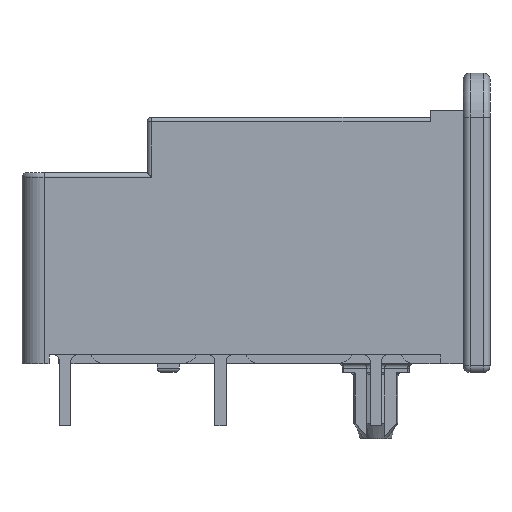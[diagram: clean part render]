
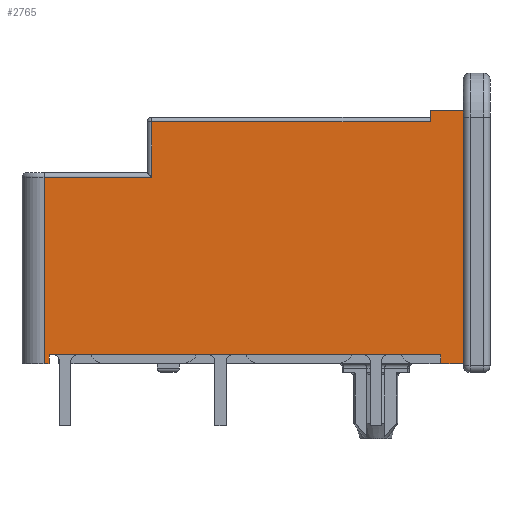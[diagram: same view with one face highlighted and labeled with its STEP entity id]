
A CAD part, left-side view. The second image highlights one B-rep face of the part: STEP entity #2765.
In plain terms, the highlighted planar face has unit normal (-1, 0, 0).
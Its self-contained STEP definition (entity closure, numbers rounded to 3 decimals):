
#839 = VERTEX_POINT('',#840);
#840 = CARTESIAN_POINT('',(-5.45,-10.95,0.45));
#846 = EDGE_CURVE('',#847,#839,#849,.T.);
#847 = VERTEX_POINT('',#848);
#848 = CARTESIAN_POINT('',(-5.45,-10.95,11.85));
#849 = LINE('',#850,#851);
#850 = CARTESIAN_POINT('',(-5.45,-10.95,11.85));
#851 = VECTOR('',#852,1.);
#852 = DIRECTION('',(0.,0.,-1.));
#943 = VERTEX_POINT('',#944);
#944 = CARTESIAN_POINT('',(-5.45,7.73,0.85));
#952 = EDGE_CURVE('',#953,#943,#955,.T.);
#953 = VERTEX_POINT('',#954);
#954 = CARTESIAN_POINT('',(-5.45,-9.93,0.85));
#955 = LINE('',#956,#957);
#956 = CARTESIAN_POINT('',(-5.45,-9.93,0.85));
#957 = VECTOR('',#958,1.);
#958 = DIRECTION('',(0.,1.,0.));
#1682 = VERTEX_POINT('',#1683);
#1683 = CARTESIAN_POINT('',(-5.45,7.73,0.45));
#1689 = EDGE_CURVE('',#943,#1682,#1690,.T.);
#1690 = LINE('',#1691,#1692);
#1691 = CARTESIAN_POINT('',(-5.45,7.73,0.85));
#1692 = VECTOR('',#1693,1.);
#1693 = DIRECTION('',(0.,0.,-1.));
#2555 = VERTEX_POINT('',#2556);
#2556 = CARTESIAN_POINT('',(-5.45,7.95,0.45));
#2563 = EDGE_CURVE('',#1682,#2555,#2564,.T.);
#2564 = LINE('',#2565,#2566);
#2565 = CARTESIAN_POINT('',(-5.45,7.73,0.45));
#2566 = VECTOR('',#2567,1.);
#2567 = DIRECTION('',(0.,1.,0.));
#2613 = EDGE_CURVE('',#2614,#2555,#2616,.T.);
#2614 = VERTEX_POINT('',#2615);
#2615 = CARTESIAN_POINT('',(-5.45,7.95,8.85));
#2616 = LINE('',#2617,#2618);
#2617 = CARTESIAN_POINT('',(-5.45,7.95,8.85));
#2618 = VECTOR('',#2619,1.);
#2619 = DIRECTION('',(0.,0.,-1.));
#2721 = VERTEX_POINT('',#2722);
#2722 = CARTESIAN_POINT('',(-5.45,3.1,8.85));
#2755 = EDGE_CURVE('',#2721,#2614,#2756,.T.);
#2756 = LINE('',#2757,#2758);
#2757 = CARTESIAN_POINT('',(-5.45,3.1,8.85));
#2758 = VECTOR('',#2759,1.);
#2759 = DIRECTION('',(0.,1.,0.));
#2765 = ADVANCED_FACE('',(#2766),#2818,.F.);
#2766 = FACE_BOUND('',#2767,.F.);
#2767 = EDGE_LOOP('',(#2768,#2769,#2770,#2778,#2786,#2794,#2800,#2801,
    #2809,#2815,#2816,#2817));
#2768 = ORIENTED_EDGE('',*,*,#2613,.F.);
#2769 = ORIENTED_EDGE('',*,*,#2755,.F.);
#2770 = ORIENTED_EDGE('',*,*,#2771,.F.);
#2771 = EDGE_CURVE('',#2772,#2721,#2774,.T.);
#2772 = VERTEX_POINT('',#2773);
#2773 = CARTESIAN_POINT('',(-5.45,3.1,11.35));
#2774 = LINE('',#2775,#2776);
#2775 = CARTESIAN_POINT('',(-5.45,3.1,11.35));
#2776 = VECTOR('',#2777,1.);
#2777 = DIRECTION('',(0.,0.,-1.));
#2778 = ORIENTED_EDGE('',*,*,#2779,.F.);
#2779 = EDGE_CURVE('',#2780,#2772,#2782,.T.);
#2780 = VERTEX_POINT('',#2781);
#2781 = CARTESIAN_POINT('',(-5.45,-9.45,11.35));
#2782 = LINE('',#2783,#2784);
#2783 = CARTESIAN_POINT('',(-5.45,-9.45,11.35));
#2784 = VECTOR('',#2785,1.);
#2785 = DIRECTION('',(0.,1.,0.));
#2786 = ORIENTED_EDGE('',*,*,#2787,.F.);
#2787 = EDGE_CURVE('',#2788,#2780,#2790,.T.);
#2788 = VERTEX_POINT('',#2789);
#2789 = CARTESIAN_POINT('',(-5.45,-9.45,11.85));
#2790 = LINE('',#2791,#2792);
#2791 = CARTESIAN_POINT('',(-5.45,-9.45,11.85));
#2792 = VECTOR('',#2793,1.);
#2793 = DIRECTION('',(0.,0.,-1.));
#2794 = ORIENTED_EDGE('',*,*,#2795,.T.);
#2795 = EDGE_CURVE('',#2788,#847,#2796,.T.);
#2796 = LINE('',#2797,#2798);
#2797 = CARTESIAN_POINT('',(-5.45,-9.45,11.85));
#2798 = VECTOR('',#2799,1.);
#2799 = DIRECTION('',(0.,-1.,0.));
#2800 = ORIENTED_EDGE('',*,*,#846,.T.);
#2801 = ORIENTED_EDGE('',*,*,#2802,.T.);
#2802 = EDGE_CURVE('',#839,#2803,#2805,.T.);
#2803 = VERTEX_POINT('',#2804);
#2804 = CARTESIAN_POINT('',(-5.45,-9.93,0.45));
#2805 = LINE('',#2806,#2807);
#2806 = CARTESIAN_POINT('',(-5.45,-10.95,0.45));
#2807 = VECTOR('',#2808,1.);
#2808 = DIRECTION('',(0.,1.,0.));
#2809 = ORIENTED_EDGE('',*,*,#2810,.T.);
#2810 = EDGE_CURVE('',#2803,#953,#2811,.T.);
#2811 = LINE('',#2812,#2813);
#2812 = CARTESIAN_POINT('',(-5.45,-9.93,0.45));
#2813 = VECTOR('',#2814,1.);
#2814 = DIRECTION('',(0.,0.,1.));
#2815 = ORIENTED_EDGE('',*,*,#952,.T.);
#2816 = ORIENTED_EDGE('',*,*,#1689,.T.);
#2817 = ORIENTED_EDGE('',*,*,#2563,.T.);
#2818 = PLANE('',#2819);
#2819 = AXIS2_PLACEMENT_3D('',#2820,#2821,#2822);
#2820 = CARTESIAN_POINT('',(-5.45,-12.15,6.8));
#2821 = DIRECTION('',(1.,0.,0.));
#2822 = DIRECTION('',(0.,1.,0.));
